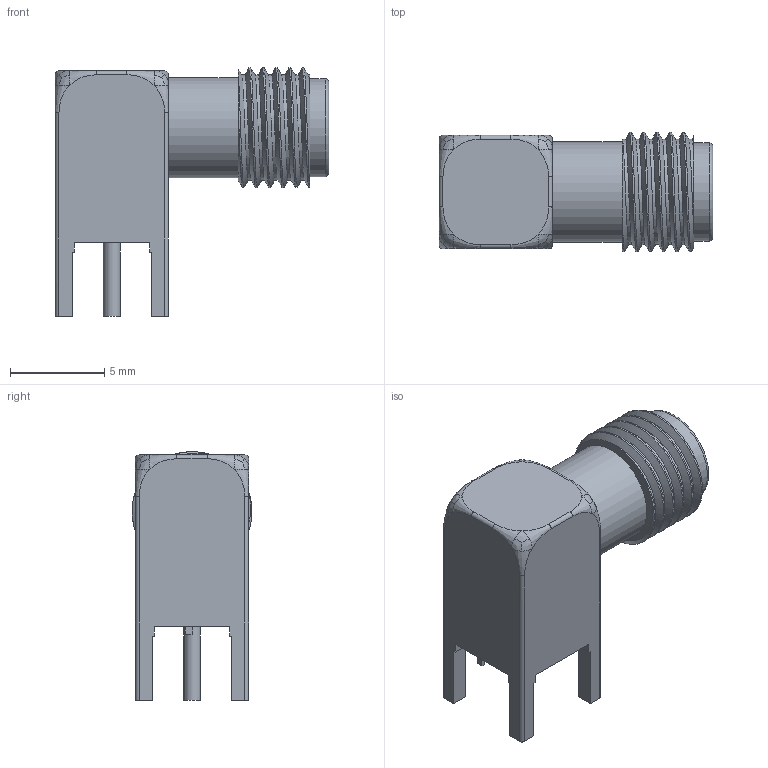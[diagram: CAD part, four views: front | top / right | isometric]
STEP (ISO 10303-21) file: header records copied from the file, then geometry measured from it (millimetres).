
FILE_DESCRIPTION(/* description */ ('Designed by EasyEDA Pro','CAx-IF Rec.Pracs.---Representation and Presentation of Product Manufacturing Information (PMI)---4.0---2014-10-13'),/* implementation_level */ '2;1');
FILE_NAME(/* name */ 'SMAthing.step',/* time_stamp */ '2025-02-15T15:41:29-05:00',/* author */ (''),/* organization */ (''),/* preprocessor_version */ 'ST-DEVELOPER v20',/* originating_system */ 'Autodesk Translation Framework v13.20.0.188',/* authorisation */ '');
FILE_SCHEMA (('AP242_MANAGED_MODEL_BASED_3D_ENGINEERING_MIM_LF { 1 0 10303 442 1 1 4 }'));
Length unit declared in the file: millimetre
Products named in the file (3): HH99-PCBModel; HH99-RF1-SMA-TH_BWSMA-KWE-Z001; COMPOUND
Assembly tree (2 placements, depth 3):
  HH99-PCBModel
    HH99-RF1-SMA-TH_BWSMA-KWE-Z001
      COMPOUND
Bounding box: 14.5 x 6.35 x 13.17 mm (x, y, z)
Volume: 511.5 mm3; surface area: 595.9 mm2
Topology: 17 solids, 17 shells, 339 faces, 915 edges, 623 vertices
Faces by surface type: plane 186, bspline 124, cylinder 28, torus 1
Full cylindrical faces by diameter (mm): 0.9 x1, 1.2 x2, 1.6 x1, 4 x1, 4.567 x1, 5.2 x1, 5.3 x1, 5.586 x4, 6.35 x4
Entity records: 14294 total; most frequent: CARTESIAN_POINT 6008, ORIENTED_EDGE 1830, DIRECTION 1239, EDGE_CURVE 915, VERTEX_POINT 623, LINE 579, VECTOR 579, EDGE_LOOP 366
